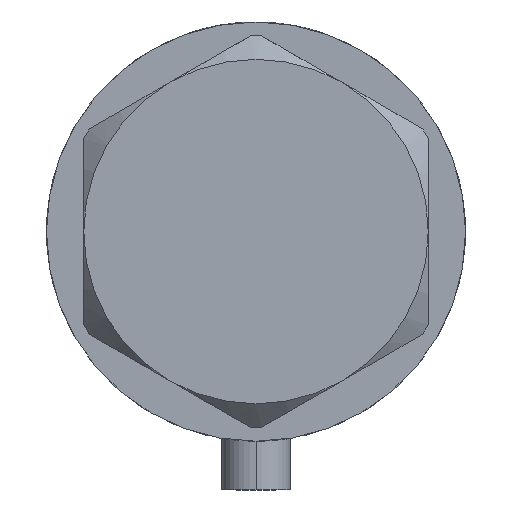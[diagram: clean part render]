
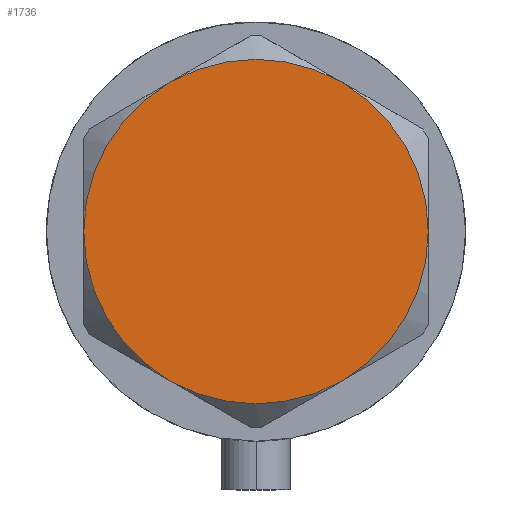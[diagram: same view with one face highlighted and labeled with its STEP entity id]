
A CAD part, left-side view. The second image highlights one B-rep face of the part: STEP entity #1736.
In plain terms, the highlighted face is planar.
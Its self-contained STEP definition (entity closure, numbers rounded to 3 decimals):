
#15 = VERTEX_POINT ( 'NONE', #590 ) ;
#94 = DIRECTION ( 'NONE',  ( 1., 0., 0. ) ) ;
#113 = EDGE_CURVE ( 'NONE', #4659, #3133, #1053, .T. ) ;
#260 = EDGE_LOOP ( 'NONE', ( #767, #1758, #2347, #759, #4605, #1322 ) ) ;
#309 = DIRECTION ( 'NONE',  ( 1., 0., 0. ) ) ;
#453 = AXIS2_PLACEMENT_3D ( 'NONE', #480, #1950, #499 ) ;
#457 = CIRCLE ( 'NONE', #2538, 30. ) ;
#480 = CARTESIAN_POINT ( 'NONE',  ( 0., 0., 14.5 ) ) ;
#499 = DIRECTION ( 'NONE',  ( 1., 0., 0. ) ) ;
#575 = DIRECTION ( 'NONE',  ( 0., 0., 1. ) ) ;
#590 = CARTESIAN_POINT ( 'NONE',  ( -30., 0., 14.5 ) ) ;
#729 = FACE_OUTER_BOUND ( 'NONE', #260, .T. ) ;
#759 = ORIENTED_EDGE ( 'NONE', *, *, #2418, .T. ) ;
#767 = ORIENTED_EDGE ( 'NONE', *, *, #113, .T. ) ;
#836 = CIRCLE ( 'NONE', #4161, 30. ) ;
#962 = DIRECTION ( 'NONE',  ( 1., 0., 0. ) ) ;
#1015 = DIRECTION ( 'NONE',  ( 1., 0., 0. ) ) ;
#1053 = CIRCLE ( 'NONE', #2674, 30. ) ;
#1097 = CARTESIAN_POINT ( 'NONE',  ( 0., 0., 14.5 ) ) ;
#1121 = DIRECTION ( 'NONE',  ( 1., 0., 0. ) ) ;
#1133 = CARTESIAN_POINT ( 'NONE',  ( 0., 0., 14.5 ) ) ;
#1289 = AXIS2_PLACEMENT_3D ( 'NONE', #1133, #4126, #94 ) ;
#1322 = ORIENTED_EDGE ( 'NONE', *, *, #1477, .T. ) ;
#1366 = EDGE_CURVE ( 'NONE', #15, #1675, #457, .T. ) ;
#1425 = DIRECTION ( 'NONE',  ( 0., 0., 1. ) ) ;
#1459 = CIRCLE ( 'NONE', #453, 30. ) ;
#1477 = EDGE_CURVE ( 'NONE', #1675, #4659, #836, .T. ) ;
#1569 = EDGE_CURVE ( 'NONE', #3133, #3355, #1459, .T. ) ;
#1675 = VERTEX_POINT ( 'NONE', #3137 ) ;
#1736 = ADVANCED_FACE ( 'NONE', ( #729 ), #2521, .T. ) ;
#1745 = CIRCLE ( 'NONE', #1289, 30. ) ;
#1758 = ORIENTED_EDGE ( 'NONE', *, *, #1569, .T. ) ;
#1950 = DIRECTION ( 'NONE',  ( 0., 0., 1. ) ) ;
#1981 = DIRECTION ( 'NONE',  ( 0., 0., 1. ) ) ;
#2053 = DIRECTION ( 'NONE',  ( 1., 0., 0. ) ) ;
#2347 = ORIENTED_EDGE ( 'NONE', *, *, #4285, .T. ) ;
#2418 = EDGE_CURVE ( 'NONE', #2920, #15, #4696, .T. ) ;
#2521 = PLANE ( 'NONE',  #2769 ) ;
#2538 = AXIS2_PLACEMENT_3D ( 'NONE', #4330, #4720, #1015 ) ;
#2610 = AXIS2_PLACEMENT_3D ( 'NONE', #4211, #1981, #2053 ) ;
#2674 = AXIS2_PLACEMENT_3D ( 'NONE', #1097, #3297, #1121 ) ;
#2769 = AXIS2_PLACEMENT_3D ( 'NONE', #4750, #575, #309 ) ;
#2920 = VERTEX_POINT ( 'NONE', #4752 ) ;
#3133 = VERTEX_POINT ( 'NONE', #4655 ) ;
#3137 = CARTESIAN_POINT ( 'NONE',  ( -15., -25.981, 14.5 ) ) ;
#3214 = CARTESIAN_POINT ( 'NONE',  ( 15., -25.981, 14.5 ) ) ;
#3266 = CARTESIAN_POINT ( 'NONE',  ( 0., 0., 14.5 ) ) ;
#3297 = DIRECTION ( 'NONE',  ( 0., 0., 1. ) ) ;
#3355 = VERTEX_POINT ( 'NONE', #3365 ) ;
#3365 = CARTESIAN_POINT ( 'NONE',  ( 15., 25.981, 14.5 ) ) ;
#4126 = DIRECTION ( 'NONE',  ( 0., 0., 1. ) ) ;
#4161 = AXIS2_PLACEMENT_3D ( 'NONE', #3266, #1425, #962 ) ;
#4211 = CARTESIAN_POINT ( 'NONE',  ( 0., 0., 14.5 ) ) ;
#4285 = EDGE_CURVE ( 'NONE', #3355, #2920, #1745, .T. ) ;
#4330 = CARTESIAN_POINT ( 'NONE',  ( 0., 0., 14.5 ) ) ;
#4605 = ORIENTED_EDGE ( 'NONE', *, *, #1366, .T. ) ;
#4655 = CARTESIAN_POINT ( 'NONE',  ( 30., 0., 14.5 ) ) ;
#4659 = VERTEX_POINT ( 'NONE', #3214 ) ;
#4696 = CIRCLE ( 'NONE', #2610, 30. ) ;
#4720 = DIRECTION ( 'NONE',  ( 0., 0., 1. ) ) ;
#4750 = CARTESIAN_POINT ( 'NONE',  ( 0., 0., 14.5 ) ) ;
#4752 = CARTESIAN_POINT ( 'NONE',  ( -15., 25.981, 14.5 ) ) ;
